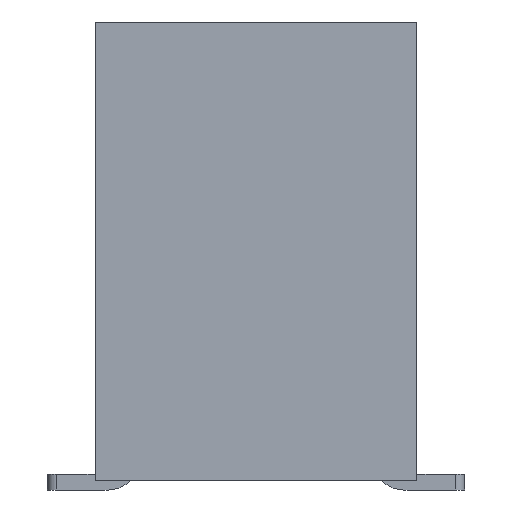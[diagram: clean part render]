
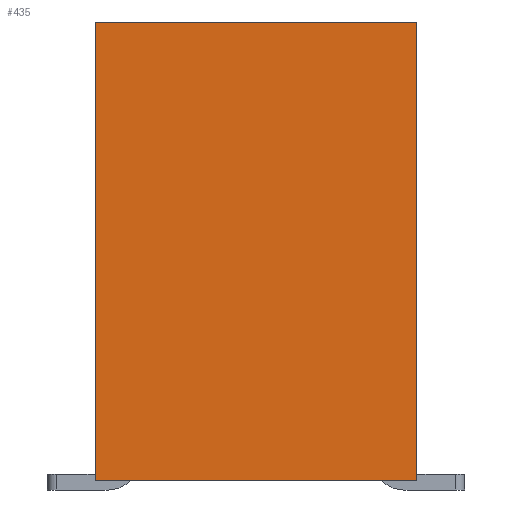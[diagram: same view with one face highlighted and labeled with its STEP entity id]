
A CAD part, left-side view. The second image highlights one B-rep face of the part: STEP entity #435.
In plain terms, the highlighted planar face has unit normal (-1, 0, 0).
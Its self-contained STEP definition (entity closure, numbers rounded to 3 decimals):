
#435=ADVANCED_FACE('',(#2079),#1273,.T.);
#1273=PLANE('',#16240);
#2079=FACE_OUTER_BOUND('',#2979,.T.);
#2979=EDGE_LOOP('',(#4366,#4367,#4368,#4369));
#4366=ORIENTED_EDGE('',*,*,#10332,.T.);
#4367=ORIENTED_EDGE('',*,*,#10313,.T.);
#4368=ORIENTED_EDGE('',*,*,#10398,.F.);
#4369=ORIENTED_EDGE('',*,*,#10399,.T.);
#8831=VERTEX_POINT('',#22409);
#8833=VERTEX_POINT('',#22413);
#8850=VERTEX_POINT('',#22451);
#8902=VERTEX_POINT('',#22570);
#10313=EDGE_CURVE('',#8831,#8833,#12597,.T.);
#10332=EDGE_CURVE('',#8850,#8831,#12616,.T.);
#10398=EDGE_CURVE('',#8902,#8833,#12682,.T.);
#10399=EDGE_CURVE('',#8902,#8850,#12683,.T.);
#12597=LINE('',#22414,#14625);
#12616=LINE('',#22450,#14644);
#12682=LINE('',#22569,#14710);
#12683=LINE('',#22571,#14711);
#14625=VECTOR('',#17780,1.);
#14644=VECTOR('',#17801,1.);
#14710=VECTOR('',#17869,1.);
#14711=VECTOR('',#17870,1.);
#16240=AXIS2_PLACEMENT_3D('',#22572,#17871,#17872);
#17780=DIRECTION('',(0.,1.,0.));
#17801=DIRECTION('',(0.,0.,1.));
#17869=DIRECTION('',(0.,0.,1.));
#17870=DIRECTION('',(0.,-1.,0.));
#17871=DIRECTION('',(-1.,0.,0.));
#17872=DIRECTION('',(0.,0.,1.));
#22409=CARTESIAN_POINT('',(0.,0.,6.8));
#22413=CARTESIAN_POINT('',(0.,5.08,6.8));
#22414=CARTESIAN_POINT('',(0.,2.54,6.8));
#22450=CARTESIAN_POINT('',(0.,0.,0.));
#22451=CARTESIAN_POINT('',(0.,0.,-0.45));
#22569=CARTESIAN_POINT('',(0.,5.08,0.));
#22570=CARTESIAN_POINT('',(0.,5.08,-0.45));
#22571=CARTESIAN_POINT('',(0.,5.08,-0.45));
#22572=CARTESIAN_POINT('',(0.,2.54,0.));
